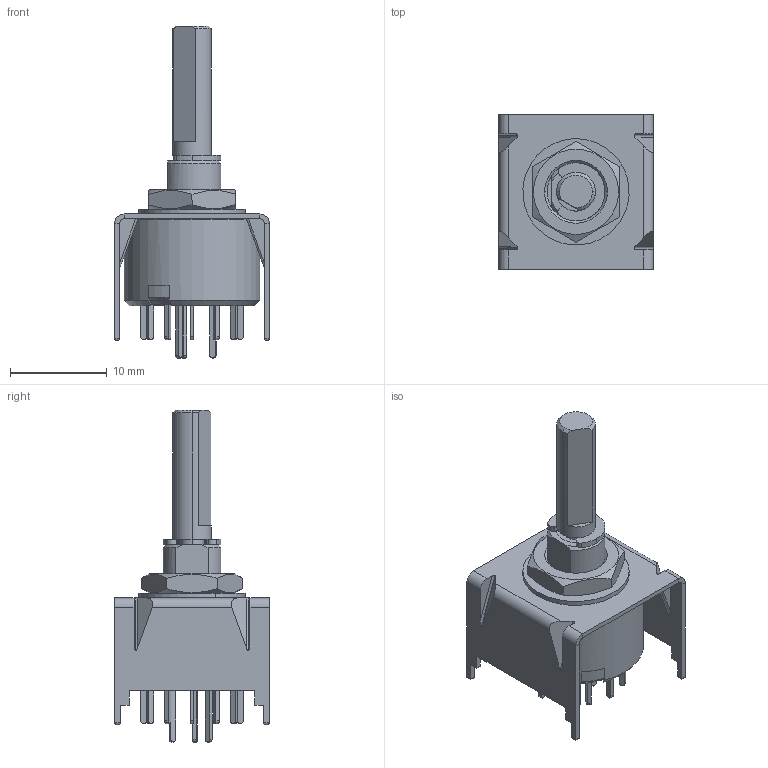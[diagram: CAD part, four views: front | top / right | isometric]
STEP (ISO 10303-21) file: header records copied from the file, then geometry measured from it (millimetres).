
FILE_DESCRIPTION (( 'STEP AP203' ), '1' );
FILE_NAME ('4ﾏ3ﾍ 34-0.STEP', '2020-02-18T02:39:21', ( '' ), ( '' ), 'SwSTEP 2.0', 'SolidWorks 2017', '' );
FILE_SCHEMA (( 'CONFIG_CONTROL_DESIGN' ));
Length unit declared in the file: millimetre
Products named in the file (29): ÌÏÍ3 10Ï âûâîä-oa7; ﾔﾈﾌﾄ.745328.001 ﾊ煇鳫; 4ﾏ3ﾍ 34-0; �����_4�3�; ÌÏÍ3 Ïðóæèíêà Ô ïðÿìàÿ; ÔÈÌÄ-Ý.18.27 Óçåë ôèêñàöèè; ÌÏÍ3 Êîíòàêò íà 180; ÌÏÍ3 10Ï îñíîâàíèå; ﾔﾈﾌﾄ-ﾝ.18.34 ﾂ琿_34; 扻豵鵨; Øàéáà êîíòð. Ì6; ÌÏÍ3 ðîòîð 4Í; 扻錪犩 諘瀁謺鍷; Ãàéêà Ì6; ÔÈÌÄ.758491.005 Øàéáà-ïðîêëàäêà; 匀棠.754175.002 暑朦鲱 箫腩蝽栩咫铄
Assembly tree (27 placements, depth 3):
  4ﾏ3ﾍ 34-0
    ÔÈÌÄ-Ý.18.27 Óçåë ôèêñàöèè
      扻豵鵨
      扻錪犩 諘瀁謺鍷
      匀棠.754175.002 暑朦鲱 箫腩蝽栩咫铄  x2
    �����_4�3�
      ÌÏÍ3 Êîíòàêò íà 180
      ÌÏÍ3 10Ï âûâîä-oa7
      ÌÏÍ3 10Ï îñíîâàíèå
      ÌÏÍ3 10Ï âûâîä-oa7
      ÌÏÍ3 10Ï âûâîä-oa7
      ÌÏÍ3 10Ï âûâîä-oa7
      ÌÏÍ3 10Ï âûâîä-oa7
      ÌÏÍ3 10Ï âûâîä-oa7
      ÌÏÍ3 10Ï âûâîä-oa7
      ÌÏÍ3 10Ï âûâîä-oa7
      ÌÏÍ3 10Ï âûâîä-oa7
      ÌÏÍ3 10Ï âûâîä-oa7
      ÌÏÍ3 10Ï âûâîä-oa7
      ÌÏÍ3 10Ï âûâîä-oa7
      ÌÏÍ3 Êîíòàêò íà 180
      ÌÏÍ3 Êîíòàêò íà 180
    ﾔﾈﾌﾄ-ﾝ.18.34 ﾂ琿_34
    ﾔﾈﾌﾄ.745328.001 ﾊ煇鳫
    ÔÈÌÄ.758491.005 Øàéáà-ïðîêëàäêà
    Øàéáà êîíòð. Ì6
    Ãàéêà Ì6
  ÌÏÍ3 Ïðóæèíêà Ô ïðÿìàÿ
  ÌÏÍ3 ðîòîð 4Í
Bounding box: 16 x 16 x 34.35 mm (x, y, z)
Volume: 1224.7 mm3; surface area: 3949.9 mm2
Topology: 25 solids, 25 shells, 508 faces, 1220 edges, 782 vertices
Faces by surface type: plane 284, cylinder 146, bspline 50, cone 28
Entity records: 18591 total; most frequent: CARTESIAN_POINT 4054, ORIENTED_EDGE 2424, DIRECTION 2276, EDGE_CURVE 1212, VECTOR 788, LINE 788, VERTEX_POINT 778, AXIS2_PLACEMENT_3D 744
